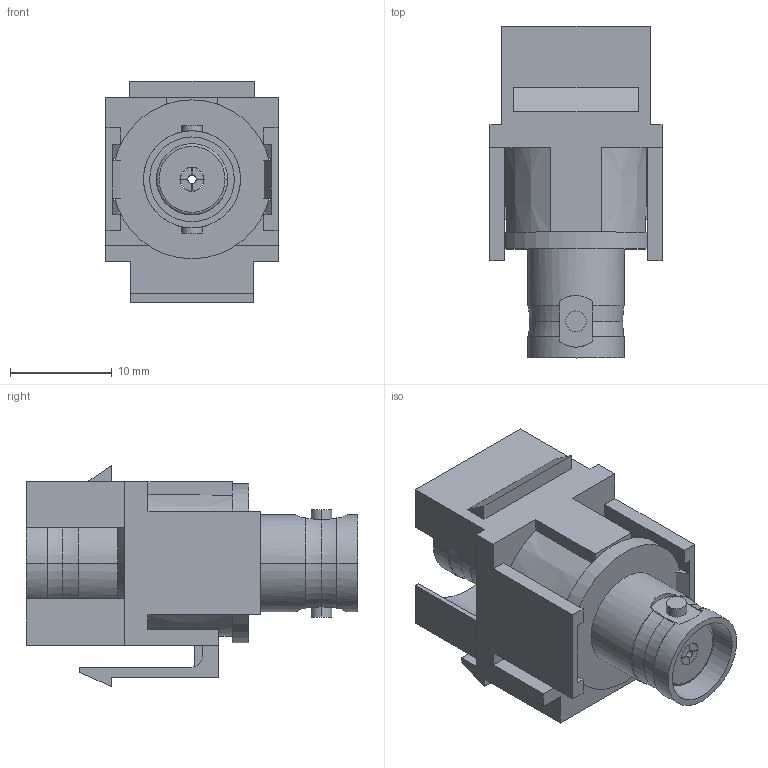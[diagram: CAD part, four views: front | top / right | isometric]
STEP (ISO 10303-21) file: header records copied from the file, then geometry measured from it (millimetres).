
FILE_DESCRIPTION (( 'STEP AP214' ), '1' );
FILE_NAME ('MJSCPBNC.STEP', '2019-07-22T18:05:53', ( '' ), ( '' ), 'SwSTEP 2.0', 'SolidWorks 2018', '' );
FILE_SCHEMA (( 'AUTOMOTIVE_DESIGN' ));
Length unit declared in the file: inch
Products named in the file (3): MJSCPBNC; 1AK05-001; 1AB05-068
Assembly tree (2 placements, depth 2):
  MJSCPBNC
    1AK05-001
    1AB05-068
Bounding box: 16.89 x 32.56 x 21.69 mm (x, y, z)
Volume: 4163.2 mm3; surface area: 6531 mm2
Topology: 3 solids, 14 shells, 363 faces, 929 edges, 578 vertices
Faces by surface type: plane 154, cone 125, cylinder 68, torus 16
Entity records: 12645 total; most frequent: CARTESIAN_POINT 2423, DIRECTION 1899, ORIENTED_EDGE 1858, EDGE_CURVE 929, AXIS2_PLACEMENT_3D 690, VERTEX_POINT 578, VECTOR 519, LINE 519
